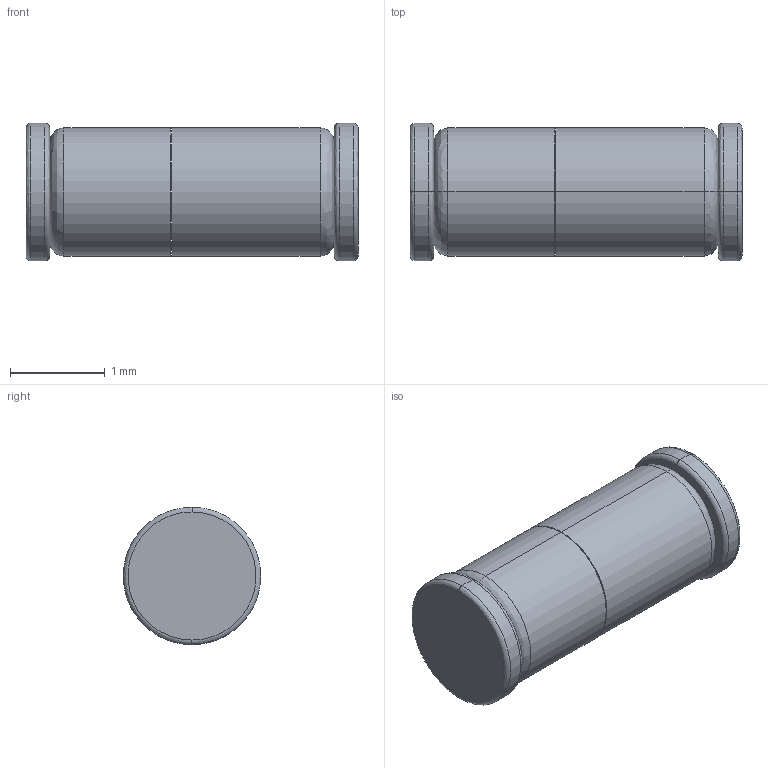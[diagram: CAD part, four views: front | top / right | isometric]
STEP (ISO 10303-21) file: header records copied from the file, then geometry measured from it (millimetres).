
FILE_DESCRIPTION (( 'STEP AP214' ), '1' );
FILE_NAME ('User Library-smd diode 1206.STEP', '2011-06-27T10:35:23', ( 'SysAdmin' ), ( 'SolidWorks' ), 'SwSTEP 2.0', 'SolidWorks 2011', '' );
FILE_SCHEMA (( 'AUTOMOTIVE_DESIGN' ));
Length unit declared in the file: millimetre
Products named in the file (1): User Library-smd diode 1206
Bounding box: 3.5 x 1.45 x 1.45 mm (x, y, z)
Volume: 5.1 mm3; surface area: 22.9 mm2
Topology: 2 solids, 2 shells, 26 faces, 48 edges, 28 vertices
Faces by surface type: bspline 12, cylinder 8, plane 6
Entity records: 1105 total; most frequent: CARTESIAN_POINT 319, ORIENTED_EDGE 96, DIRECTION 94, EDGE_CURVE 48, AXIS2_PLACEMENT_3D 43, UNCERTAINTY_MEASURE_WITH_UNIT 30, MECHANICAL_DESIGN_GEOMETRIC_PRESENTATION_REPRESENTATION 29, FILL_AREA_STYLE_COLOUR 29
